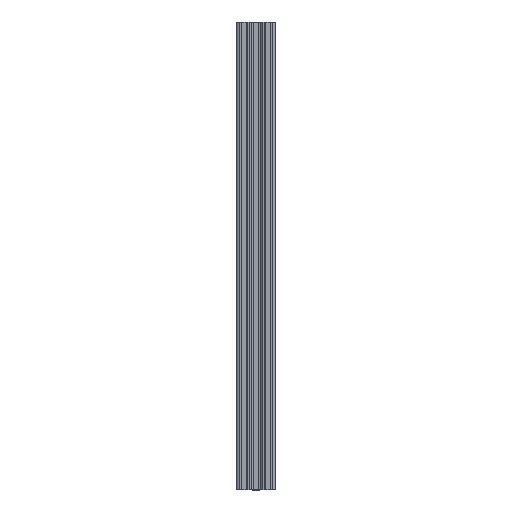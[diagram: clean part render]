
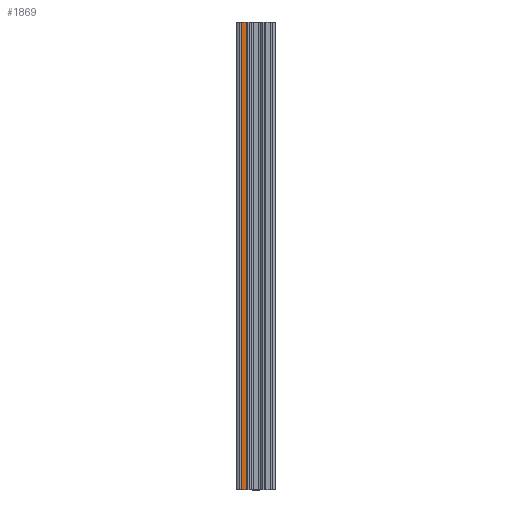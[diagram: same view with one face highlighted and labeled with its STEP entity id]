
A CAD part, front view. The second image highlights one B-rep face of the part: STEP entity #1869.
In plain terms, the highlighted planar face has unit normal (0, -1, 0).
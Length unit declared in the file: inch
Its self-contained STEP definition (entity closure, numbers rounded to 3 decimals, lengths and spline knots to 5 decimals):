
#17=PLANE('',#2094);
#119=LINE('',#3017,#303);
#124=LINE('',#3038,#308);
#169=LINE('',#3199,#353);
#170=LINE('',#3200,#354);
#303=VECTOR('',#2380,39.37008);
#308=VECTOR('',#2397,39.37008);
#353=VECTOR('',#2530,39.37008);
#354=VECTOR('',#2531,39.37008);
#445=FACE_OUTER_BOUND('',#547,.T.);
#547=EDGE_LOOP('',(#1459,#1460,#1461,#1462));
#849=VERTEX_POINT('',#3014);
#850=VERTEX_POINT('',#3016);
#859=VERTEX_POINT('',#3035);
#860=VERTEX_POINT('',#3037);
#1051=EDGE_CURVE('',#849,#850,#119,.T.);
#1061=EDGE_CURVE('',#860,#859,#124,.T.);
#1147=EDGE_CURVE('',#850,#859,#169,.T.);
#1148=EDGE_CURVE('',#860,#849,#170,.T.);
#1459=ORIENTED_EDGE('',*,*,#1147,.F.);
#1460=ORIENTED_EDGE('',*,*,#1051,.F.);
#1461=ORIENTED_EDGE('',*,*,#1148,.F.);
#1462=ORIENTED_EDGE('',*,*,#1061,.T.);
#1869=ADVANCED_FACE('',(#445),#17,.F.);
#2094=AXIS2_PLACEMENT_3D('',#3198,#2528,#2529);
#2380=DIRECTION('',(1.,0.,0.));
#2397=DIRECTION('',(1.,0.,0.));
#2528=DIRECTION('center_axis',(0.,1.,0.));
#2529=DIRECTION('ref_axis',(0.,0.,1.));
#2530=DIRECTION('',(0.,0.,-1.));
#2531=DIRECTION('',(0.,0.,1.));
#3014=CARTESIAN_POINT('',(-0.376,-0.5,6.));
#3016=CARTESIAN_POINT('',(-0.24934,-0.5,6.));
#3017=CARTESIAN_POINT('',(-0.25261,-0.5,6.));
#3035=CARTESIAN_POINT('',(-0.24934,-0.5,-6.));
#3037=CARTESIAN_POINT('',(-0.376,-0.5,-6.));
#3038=CARTESIAN_POINT('',(-0.25261,-0.5,-6.));
#3198=CARTESIAN_POINT('Origin',(-0.376,-0.5,6.));
#3199=CARTESIAN_POINT('',(-0.24934,-0.5,6.));
#3200=CARTESIAN_POINT('',(-0.376,-0.5,6.));
